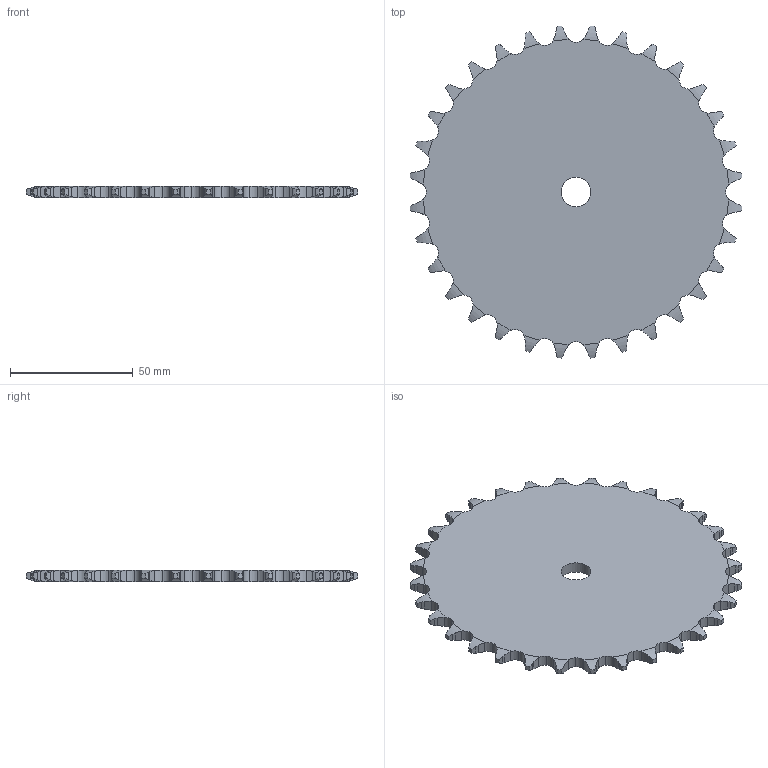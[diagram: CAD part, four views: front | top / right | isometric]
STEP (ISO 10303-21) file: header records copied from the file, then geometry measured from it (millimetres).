
FILE_DESCRIPTION(('FreeCAD Model'),'2;1');
FILE_NAME('Open CASCADE Shape Model','2022-02-19T15:50:19',('FreeCAD'),( 'FreeCAD'),'Open CASCADE STEP processor 7.4','FreeCAD','Unknown');
FILE_SCHEMA(('AUTOMOTIVE_DESIGN { 1 0 10303 214 1 1 1 1 }'));
Length unit declared in the file: millimetre
Products named in the file (1): Open CASCADE STEP translator 7.4 68
Bounding box: 135.01 x 135.01 x 4.5 mm (x, y, z)
Volume: 56116.9 mm3; surface area: 27821.8 mm2
Topology: 1 solids, 1 shells, 355 faces, 1059 edges, 706 vertices
Faces by surface type: cylinder 225, plane 66, torus 64
Full cylindrical faces by diameter (mm): 12 x1
Entity records: 31868 total; most frequent: CARTESIAN_POINT 14049, DIRECTION 2417, ORIENTED_EDGE 2118, PCURVE 2118, DEFINITIONAL_REPRESENTATION 2118, B_SPLINE_CURVE_WITH_KNOTS 1536, LINE 1189, VECTOR 1189
